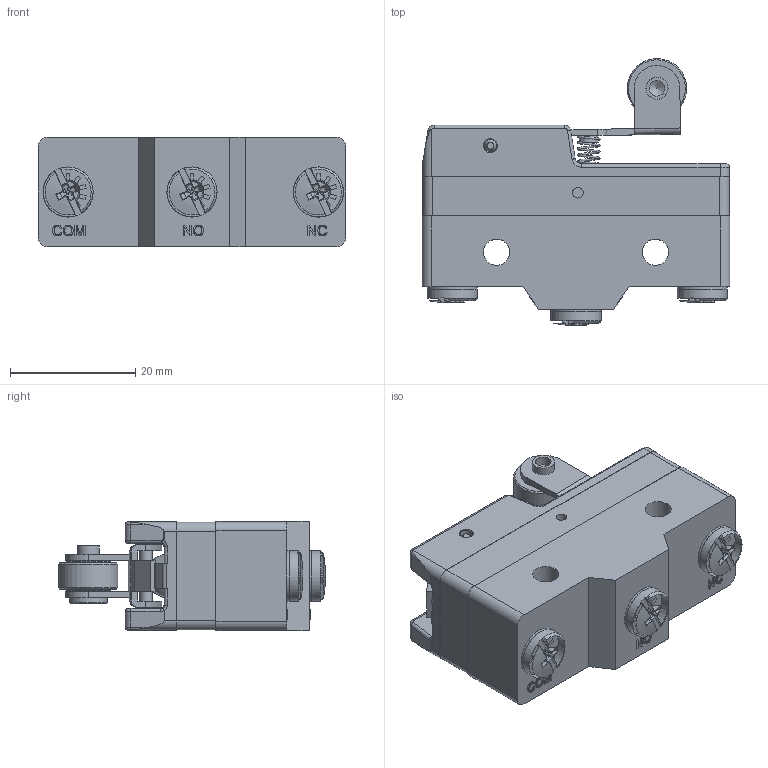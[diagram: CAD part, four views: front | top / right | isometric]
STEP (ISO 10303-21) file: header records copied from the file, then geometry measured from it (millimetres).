
FILE_DESCRIPTION (( 'STEP AP214' ), '1' );
FILE_NAME ('176-MS (Screw Terminal)-Short Hinge Roller Lever.STEP', '2019-01-22T20:30:12', ( '' ), ( '' ), 'SwSTEP 2.0', 'SolidWorks 2018', '' );
FILE_SCHEMA (( 'AUTOMOTIVE_DESIGN' ));
Length unit declared in the file: inch
Products named in the file (1): 176-MS (Screw Terminal)-Short Hinge Roller Lever
Bounding box: 49.2 x 42.64 x 17.45 mm (x, y, z)
Volume: 18136.3 mm3; surface area: 10799.9 mm2
Topology: 13 solids, 13 shells, 619 faces, 1570 edges, 938 vertices
Faces by surface type: plane 261, bspline 170, cylinder 167, cone 13, torus 8
Full cylindrical faces by diameter (mm): 1.7 x3, 2 x3, 2.02 x1, 2.5 x1, 3 x1, 3.5 x1, 3.55 x1, 3.8 x3, 4.2 x2, 4.5 x1, 4.6 x1, 5 x1, 5.508 x1, 6 x5, 7 x2, 8 x6, 9.5 x1
Entity records: 27885 total; most frequent: CARTESIAN_POINT 12802, ORIENTED_EDGE 2854, DIRECTION 2410, EDGE_CURVE 1427, VERTEX_POINT 917, AXIS2_PLACEMENT_3D 830, VECTOR 750, LINE 750
